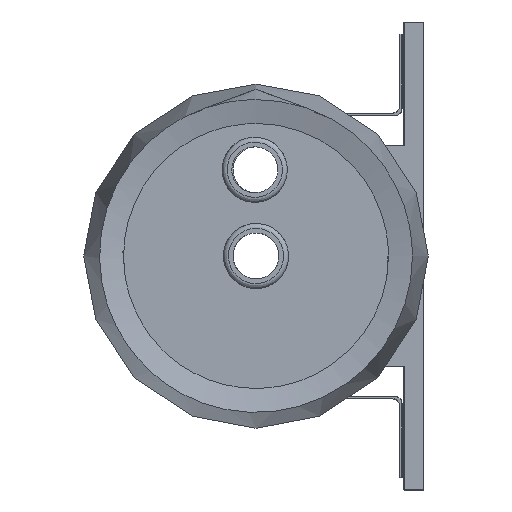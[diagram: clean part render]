
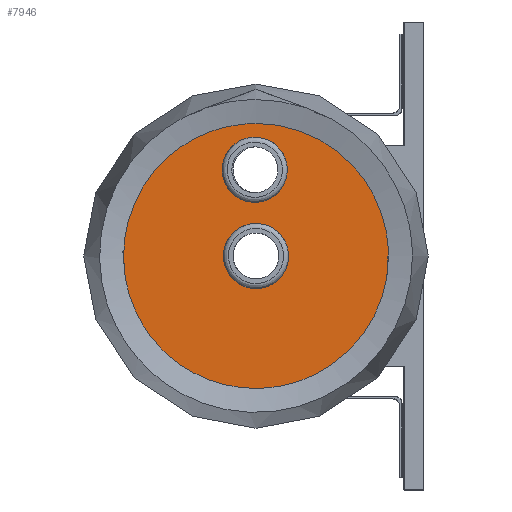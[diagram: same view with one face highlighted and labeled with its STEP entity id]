
A CAD part, left-side view. The second image highlights one B-rep face of the part: STEP entity #7946.
In plain terms, the highlighted free-form (B-spline) face has degree [1, 1] with [2, 2] control points.
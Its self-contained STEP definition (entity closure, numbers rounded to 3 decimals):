
#7770 = VERTEX_POINT('',#7771);
#7771 = CARTESIAN_POINT('',(-488.264,0.276,
    19.022));
#7789 = EDGE_CURVE('',#7770,#7770,#7790,.T.);
#7790 = ( BOUNDED_CURVE() B_SPLINE_CURVE(2,(#7791,#7792,#7793,#7794,
#7795,#7796,#7797),.UNSPECIFIED.,.T.,.F.) B_SPLINE_CURVE_WITH_KNOTS((3,2
    ,2,3),(3.142,5.236,7.33,9.425),
.PIECEWISE_BEZIER_KNOTS.) CURVE() GEOMETRIC_REPRESENTATION_ITEM() 
RATIONAL_B_SPLINE_CURVE((1.,0.5,1.,0.5,1.,0.5,1.)) REPRESENTATION_ITEM(
  '') );
#7791 = CARTESIAN_POINT('',(-488.264,0.276,
    19.022));
#7792 = CARTESIAN_POINT('',(-488.264,20.226,
    18.733));
#7793 = CARTESIAN_POINT('',(-488.264,10.501,
    36.155));
#7794 = CARTESIAN_POINT('',(-488.264,0.776,
    53.577));
#7795 = CARTESIAN_POINT('',(-488.264,-9.449,
    36.444));
#7796 = CARTESIAN_POINT('',(-488.264,-19.674,
    19.312));
#7797 = CARTESIAN_POINT('',(-488.264,0.276,
    19.022));
#7822 = VERTEX_POINT('',#7823);
#7823 = CARTESIAN_POINT('',(-488.264,-0.167,
    -11.518));
#7841 = EDGE_CURVE('',#7822,#7822,#7842,.T.);
#7842 = ( BOUNDED_CURVE() B_SPLINE_CURVE(2,(#7843,#7844,#7845,#7846,
#7847,#7848,#7849),.UNSPECIFIED.,.T.,.F.) B_SPLINE_CURVE_WITH_KNOTS((3,2
    ,2,3),(3.142,5.236,7.33,9.425),
.PIECEWISE_BEZIER_KNOTS.) CURVE() GEOMETRIC_REPRESENTATION_ITEM() 
RATIONAL_B_SPLINE_CURVE((1.,0.5,1.,0.5,1.,0.5,1.)) REPRESENTATION_ITEM(
  '') );
#7843 = CARTESIAN_POINT('',(-488.264,-0.167,
    -11.518));
#7844 = CARTESIAN_POINT('',(-488.264,19.783,
    -11.807));
#7845 = CARTESIAN_POINT('',(-488.264,10.058,
    5.615));
#7846 = CARTESIAN_POINT('',(-488.264,0.334,
    23.036));
#7847 = CARTESIAN_POINT('',(-488.264,-9.892,
    5.904));
#7848 = CARTESIAN_POINT('',(-488.264,-20.117,
    -11.229));
#7849 = CARTESIAN_POINT('',(-488.264,-0.167,
    -11.518));
#7874 = VERTEX_POINT('',#7875);
#7875 = CARTESIAN_POINT('',(-488.264,0.758,
    52.305));
#7894 = EDGE_CURVE('',#7874,#7874,#7895,.T.);
#7895 = ( BOUNDED_CURVE() B_SPLINE_CURVE(2,(#7896,#7897,#7898,#7899,
#7900,#7901,#7902),.UNSPECIFIED.,.T.,.F.) B_SPLINE_CURVE_WITH_KNOTS((3,2
    ,2,3),(3.142,5.236,7.33,9.425),
.PIECEWISE_BEZIER_KNOTS.) CURVE() GEOMETRIC_REPRESENTATION_ITEM() 
RATIONAL_B_SPLINE_CURVE((1.,0.5,1.,0.5,1.,0.5,1.)) REPRESENTATION_ITEM(
  '') );
#7896 = CARTESIAN_POINT('',(-488.264,0.758,
    52.305));
#7897 = CARTESIAN_POINT('',(-488.264,91.353,
    50.992));
#7898 = CARTESIAN_POINT('',(-488.264,44.918,
    -26.809));
#7899 = CARTESIAN_POINT('',(-488.264,-1.516,
    -104.61));
#7900 = CARTESIAN_POINT('',(-488.264,-45.676,
    -25.496));
#7901 = CARTESIAN_POINT('',(-488.264,-89.837,
    53.618));
#7902 = CARTESIAN_POINT('',(-488.264,0.758,
    52.305));
#7946 = ADVANCED_FACE('',(#7947,#7950,#7953),#7956,.T.);
#7947 = FACE_BOUND('',#7948,.T.);
#7948 = EDGE_LOOP('',(#7949));
#7949 = ORIENTED_EDGE('',*,*,#7894,.T.);
#7950 = FACE_BOUND('',#7951,.T.);
#7951 = EDGE_LOOP('',(#7952));
#7952 = ORIENTED_EDGE('',*,*,#7789,.T.);
#7953 = FACE_BOUND('',#7954,.T.);
#7954 = EDGE_LOOP('',(#7955));
#7955 = ORIENTED_EDGE('',*,*,#7841,.T.);
#7956 = B_SPLINE_SURFACE_WITH_KNOTS('',1,1,(
    (#7957,#7958)
    ,(#7959,#7960
    )),.UNSPECIFIED.,.F.,.F.,.F.,(2,2),(2,2),(-59.942,
    59.942),(-59.942,59.942),
  .PIECEWISE_BEZIER_KNOTS.);
#7957 = CARTESIAN_POINT('',(-488.264,-53.063,
    -51.547));
#7958 = CARTESIAN_POINT('',(-488.264,51.547,
    -53.063));
#7959 = CARTESIAN_POINT('',(-488.264,-51.547,
    53.063));
#7960 = CARTESIAN_POINT('',(-488.264,53.063,
    51.547));
